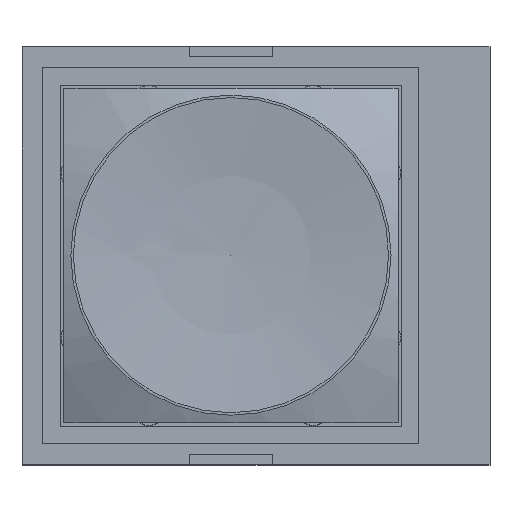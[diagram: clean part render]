
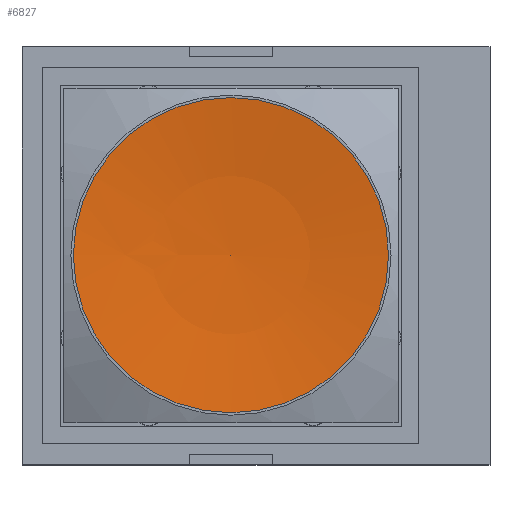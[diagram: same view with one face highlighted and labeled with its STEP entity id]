
A CAD part, top view. The second image highlights one B-rep face of the part: STEP entity #6827.
In plain terms, the highlighted spherical face has radius 40.2 mm.
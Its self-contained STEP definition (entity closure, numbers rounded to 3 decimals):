
#46=SPHERICAL_SURFACE('',#7234,40.2);
#127=CIRCLE('',#7235,40.2);
#128=CIRCLE('',#7236,5.657);
#129=CIRCLE('',#7237,5.657);
#332=FACE_OUTER_BOUND('',#709,.T.);
#709=EDGE_LOOP('',(#4869,#4870,#4871,#4872));
#2927=VERTEX_POINT('',#10114);
#2928=VERTEX_POINT('',#10115);
#2929=VERTEX_POINT('',#10117);
#3652=EDGE_CURVE('',#2927,#2928,#127,.T.);
#3653=EDGE_CURVE('',#2929,#2928,#128,.T.);
#3654=EDGE_CURVE('',#2928,#2929,#129,.T.);
#4869=ORIENTED_EDGE('',*,*,#3652,.T.);
#4870=ORIENTED_EDGE('',*,*,#3653,.F.);
#4871=ORIENTED_EDGE('',*,*,#3654,.F.);
#4872=ORIENTED_EDGE('',*,*,#3652,.F.);
#6827=ADVANCED_FACE('',(#332),#46,.F.);
#7234=AXIS2_PLACEMENT_3D('',#10113,#8098,#8099);
#7235=AXIS2_PLACEMENT_3D('',#10116,#8100,#8101);
#7236=AXIS2_PLACEMENT_3D('',#10118,#8102,#8103);
#7237=AXIS2_PLACEMENT_3D('',#10119,#8104,#8105);
#8098=DIRECTION('center_axis',(0.,0.,
1.));
#8099=DIRECTION('ref_axis',(1.,0.,0.));
#8100=DIRECTION('center_axis',(0.,1.,0.));
#8101=DIRECTION('ref_axis',(-1.,0.,0.));
#8102=DIRECTION('center_axis',(0.,0.,
-1.));
#8103=DIRECTION('ref_axis',(0.,1.,0.));
#8104=DIRECTION('center_axis',(0.,0.,
-1.));
#8105=DIRECTION('ref_axis',(0.,1.,0.));
#10113=CARTESIAN_POINT('Origin',(0.,0.,
62.3));
#10114=CARTESIAN_POINT('',(0.,0.,22.1));
#10115=CARTESIAN_POINT('',(-5.657,0.,22.5));
#10116=CARTESIAN_POINT('Origin',(0.,0.,
62.3));
#10117=CARTESIAN_POINT('',(0.,-5.657,22.5));
#10118=CARTESIAN_POINT('Origin',(0.,0.,
22.5));
#10119=CARTESIAN_POINT('Origin',(0.,0.,
22.5));
